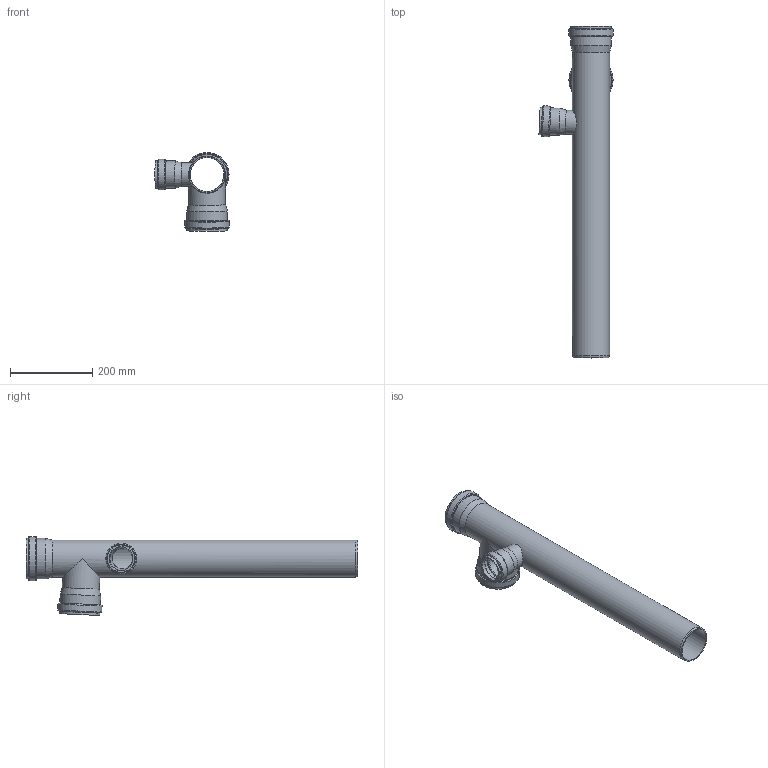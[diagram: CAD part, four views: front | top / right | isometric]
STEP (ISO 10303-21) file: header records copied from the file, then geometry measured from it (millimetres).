
FILE_DESCRIPTION(/* description */ (''),/* implementation_level */ '2;1');
FILE_NAME(/* name */ '334690 SKOLANsafe Duschdoppelabzweig 90° DN_OD 90_90_58 rechts.stp',/* time_stamp */ '2018-11-01T11:37:18+01:00',/* author */ ('user1'),/* organization */ (''),/* preprocessor_version */ 'ST-DEVELOPER v16.1',/* originating_system */ 'Autodesk Inventor 2016',/* authorisation */ '');
FILE_SCHEMA (('AUTOMOTIVE_DESIGN { 1 0 10303 214 3 1 1 }'));
Length unit declared in the file: millimetre
Products named in the file (1): 334690 SKOLANsafe Duschdoppelabzweig 90° DN_OD 90_90_58 rechts
Bounding box: 180 x 806 x 191.57 mm (x, y, z)
Volume: 1053495.9 mm3; surface area: 529884.5 mm2
Topology: 1 solids, 1 shells, 73 faces, 139 edges, 81 vertices
Faces by surface type: cylinder 25, torus 24, plane 17, cone 7
Full cylindrical faces by diameter (mm): 50 x1, 58 x1, 58.1 x2, 66.1 x2, 66.8 x1, 74.4 x1, 82 x2, 90 x2, 90.5 x4, 98.5 x4, 99.5 x2, 107.1 x2
Entity records: 1672 total; most frequent: CARTESIAN_POINT 364, DIRECTION 298, ORIENTED_EDGE 156, EDGE_LOOP 149, AXIS2_PLACEMENT_3D 149, EDGE_CURVE 78, VERTEX_POINT 77, FACE_BOUND 76
